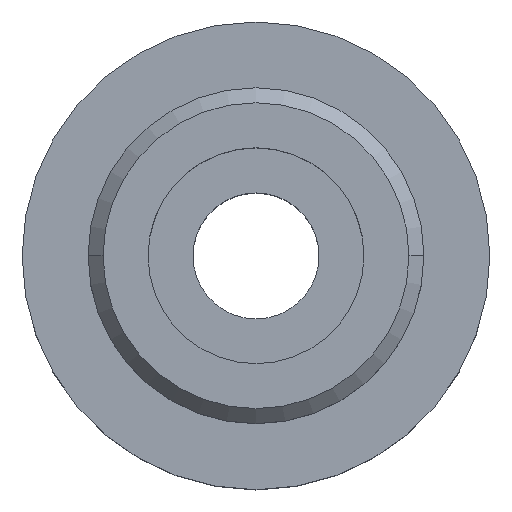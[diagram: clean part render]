
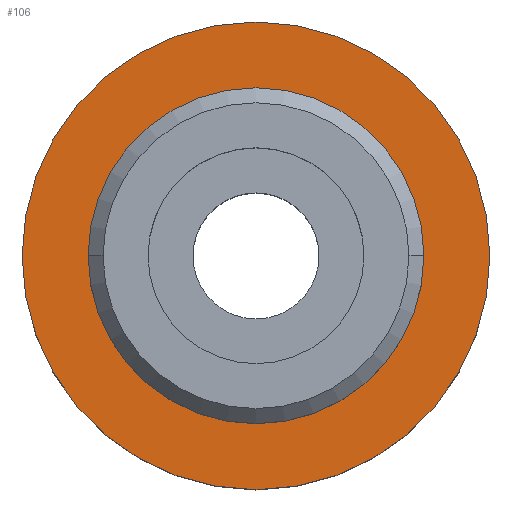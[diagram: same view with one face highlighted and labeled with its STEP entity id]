
A CAD part, top view. The second image highlights one B-rep face of the part: STEP entity #106.
In plain terms, the highlighted planar face has unit normal (0, 0, 1).
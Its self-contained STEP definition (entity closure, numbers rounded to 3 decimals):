
#106=ADVANCED_FACE('',(#271,#272),#273,.T.);
#108=VERTEX_POINT('',#275);
#116=EDGE_CURVE('',#164,#108,#286,.T.);
#126=EDGE_CURVE('',#108,#164,#298,.T.);
#130=EDGE_CURVE('',#242,#228,#302,.T.);
#164=VERTEX_POINT('',#341);
#196=EDGE_CURVE('',#228,#242,#377,.T.);
#228=VERTEX_POINT('',#411);
#242=VERTEX_POINT('',#426);
#271=FACE_BOUND('',#448,.T.);
#272=FACE_OUTER_BOUND('',#449,.T.);
#273=PLANE('',#450);
#275=CARTESIAN_POINT('',(14.0,0.,12.0));
#286=CIRCLE('',#465,14.0);
#298=CIRCLE('',#480,14.0);
#302=CIRCLE('',#487,19.5);
#341=CARTESIAN_POINT('',(-14.0,0.,12.0));
#377=CIRCLE('',#586,19.5);
#411=CARTESIAN_POINT('',(-19.5,0.,12.0));
#426=CARTESIAN_POINT('',(19.5,0.,12.0));
#448=EDGE_LOOP('',(#665,#666));
#449=EDGE_LOOP('',(#667,#668));
#450=AXIS2_PLACEMENT_3D('',#669,#670,#671);
#465=AXIS2_PLACEMENT_3D('',#691,#692,#693);
#480=AXIS2_PLACEMENT_3D('',#716,#717,#718);
#487=AXIS2_PLACEMENT_3D('',#720,#721,#722);
#586=AXIS2_PLACEMENT_3D('',#813,#814,#815);
#665=ORIENTED_EDGE('',*,*,#116,.F.);
#666=ORIENTED_EDGE('',*,*,#126,.F.);
#667=ORIENTED_EDGE('',*,*,#196,.T.);
#668=ORIENTED_EDGE('',*,*,#130,.T.);
#669=CARTESIAN_POINT('',(-16.75,0.,12.0));
#670=DIRECTION('',(0.0,0.0,1.0));
#671=DIRECTION('',(-1.0,0.,0.0));
#691=CARTESIAN_POINT('',(0.0,0.,12.0));
#692=DIRECTION('',(0.0,0.0,1.0));
#693=DIRECTION('',(-1.0,0.,0.0));
#716=CARTESIAN_POINT('',(0.0,0.,12.0));
#717=DIRECTION('',(0.0,0.0,1.0));
#718=DIRECTION('',(-1.0,0.,0.0));
#720=CARTESIAN_POINT('',(0.0,0.,12.0));
#721=DIRECTION('',(0.0,0.0,1.0));
#722=DIRECTION('',(-1.0,0.,0.0));
#813=CARTESIAN_POINT('',(0.0,0.,12.0));
#814=DIRECTION('',(0.0,0.0,1.0));
#815=DIRECTION('',(-1.0,0.,0.0));
